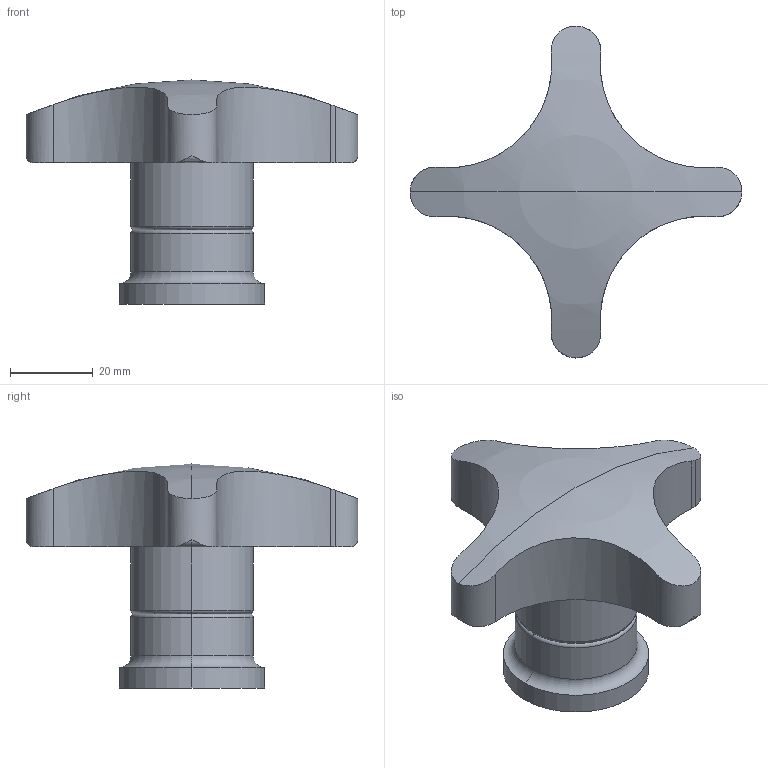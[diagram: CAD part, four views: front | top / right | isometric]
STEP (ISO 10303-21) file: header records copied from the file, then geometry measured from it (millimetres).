
FILE_DESCRIPTION(('STEP AP214'),'1');
FILE_NAME(' ',' ',('TraceParts'),('TraceParts S.A.'),'XStep 1.0',' ',' ');
FILE_SCHEMA(('automotive_design'));
Length unit declared in the file: millimetre
Products named in the file (1): 1
Bounding box: 80 x 80 x 54 mm (x, y, z)
Volume: 60592.1 mm3; surface area: 13347.6 mm2
Topology: 1 solids, 1 shells, 40 faces, 104 edges, 64 vertices
Faces by surface type: cylinder 20, torus 12, cone 4, sphere 2, plane 2
Entity records: 2800 total; most frequent: CARTESIAN_POINT 677, DIRECTION 210, STYLED_ITEM 205, PRESENTATION_STYLE_ASSIGNMENT 205, COLOUR_RGB 205, ORIENTED_EDGE 200, EDGE_CURVE 100, CURVE_STYLE 100
